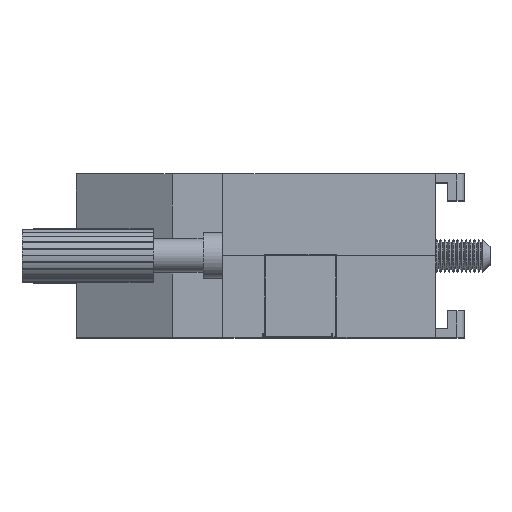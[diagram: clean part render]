
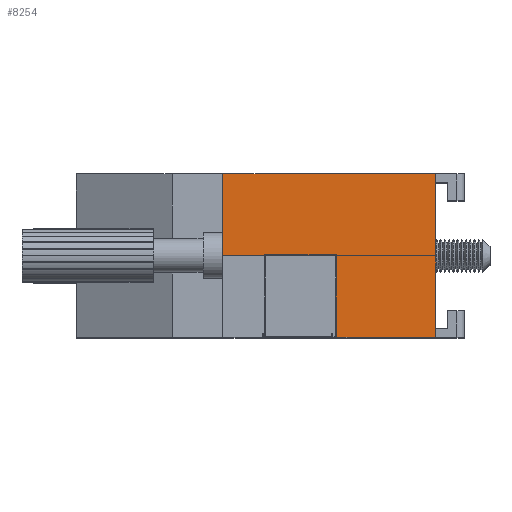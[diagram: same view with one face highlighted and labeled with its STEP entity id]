
A CAD part, top view. The second image highlights one B-rep face of the part: STEP entity #8254.
In plain terms, the highlighted planar face has unit normal (0, 0, 1).
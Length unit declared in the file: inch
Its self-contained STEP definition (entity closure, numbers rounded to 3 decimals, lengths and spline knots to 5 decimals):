
#4604 = CARTESIAN_POINT ( 'NONE',  ( -0.06923, -0.001, 1.07 ) ) ;
#4608 = DIRECTION ( 'NONE',  ( 1., 0., 0. ) ) ;
#4609 = VECTOR ( 'NONE', #4608, 39.37008 ) ;
#4610 = CARTESIAN_POINT ( 'NONE',  ( -0.07123, -0.28985, 1.07 ) ) ;
#4611 = LINE ( 'NONE', #4610, #4609 ) ;
#4612 = CARTESIAN_POINT ( 'NONE',  ( 0.28339, -0.001, 1.07 ) ) ;
#4644 = DIRECTION ( 'NONE',  ( -1., 0., 0. ) ) ;
#4645 = VECTOR ( 'NONE', #4644, 39.37008 ) ;
#4646 = CARTESIAN_POINT ( 'NONE',  ( -0.47123, -0.001, 1.07 ) ) ;
#4688 = DIRECTION ( 'NONE',  ( 0., 1., 0. ) ) ;
#4689 = VECTOR ( 'NONE', #4688, 39.37008 ) ;
#4690 = CARTESIAN_POINT ( 'NONE',  ( -0.06923, -0.28785, 1.07 ) ) ;
#4691 = LINE ( 'NONE', #4690, #4689 ) ;
#4692 = CARTESIAN_POINT ( 'NONE',  ( -0.06923, -0.28985, 1.07 ) ) ;
#4693 = DIRECTION ( 'NONE',  ( 0., 1., 0. ) ) ;
#4694 = VECTOR ( 'NONE', #4693, 39.37008 ) ;
#4695 = CARTESIAN_POINT ( 'NONE',  ( 0.28339, 0.001, 1.07 ) ) ;
#4696 = LINE ( 'NONE', #4695, #4694 ) ;
#4736 = CARTESIAN_POINT ( 'NONE',  ( 0.28339, 0.001, 1.07 ) ) ;
#4743 = LINE ( 'NONE', #4646, #4645 ) ;
#4769 = CARTESIAN_POINT ( 'NONE',  ( 0.28377, 0.29, 1.07 ) ) ;
#4770 = DIRECTION ( 'NONE',  ( 0., -1., 0. ) ) ;
#4771 = VECTOR ( 'NONE', #4770, 39.37008 ) ;
#4772 = CARTESIAN_POINT ( 'NONE',  ( 0.28377, 0.29, 1.07 ) ) ;
#4773 = LINE ( 'NONE', #4772, #4771 ) ;
#4788 = CARTESIAN_POINT ( 'NONE',  ( -0.08123, -0.29, 1.07 ) ) ;
#4820 = DIRECTION ( 'NONE',  ( 1., 0., 0. ) ) ;
#4821 = VECTOR ( 'NONE', #4820, 39.37008 ) ;
#4822 = CARTESIAN_POINT ( 'NONE',  ( -0.47123, -0.29, 1.07 ) ) ;
#4823 = LINE ( 'NONE', #4822, #4821 ) ;
#4824 = CARTESIAN_POINT ( 'NONE',  ( 0.28377, -0.29, 1.07 ) ) ;
#4829 = DIRECTION ( 'NONE',  ( -1., 0., 0. ) ) ;
#4830 = VECTOR ( 'NONE', #4829, 39.37008 ) ;
#4831 = CARTESIAN_POINT ( 'NONE',  ( 0.28339, 0.001, 1.07 ) ) ;
#4832 = LINE ( 'NONE', #4831, #4830 ) ;
#4833 = CARTESIAN_POINT ( 'NONE',  ( -0.06923, 0.001, 1.07 ) ) ;
#4834 = DIRECTION ( 'NONE',  ( 0., 1., 0. ) ) ;
#4835 = VECTOR ( 'NONE', #4834, 39.37008 ) ;
#4836 = CARTESIAN_POINT ( 'NONE',  ( -0.06923, -0.28785, 1.07 ) ) ;
#4837 = LINE ( 'NONE', #4836, #4835 ) ;
#4838 = CARTESIAN_POINT ( 'NONE',  ( -0.06923, 0.002, 1.07 ) ) ;
#4839 = DIRECTION ( 'NONE',  ( -1., 0., 0. ) ) ;
#4840 = VECTOR ( 'NONE', #4839, 39.37008 ) ;
#4841 = CARTESIAN_POINT ( 'NONE',  ( -0.07123, 0.002, 1.07 ) ) ;
#4842 = LINE ( 'NONE', #4841, #4840 ) ;
#4849 = CARTESIAN_POINT ( 'NONE',  ( -0.08123, -0.28985, 1.07 ) ) ;
#4850 = DIRECTION ( 'NONE',  ( 0., -1., 0. ) ) ;
#4851 = VECTOR ( 'NONE', #4850, 39.37008 ) ;
#4852 = CARTESIAN_POINT ( 'NONE',  ( -0.08123, -0.275, 1.07 ) ) ;
#4853 = LINE ( 'NONE', #4852, #4851 ) ;
#4854 = DIRECTION ( 'NONE',  ( -1., 0., 0. ) ) ;
#4855 = DIRECTION ( 'NONE',  ( 0., 0., -1. ) ) ;
#4856 = CARTESIAN_POINT ( 'NONE',  ( -0.47123, 0.29, 1.07 ) ) ;
#4857 = AXIS2_PLACEMENT_3D ( 'NONE', #4856, #4855, #4854 ) ;
#4858 = PLANE ( 'NONE',  #4857 ) ;
#4859 = FACE_OUTER_BOUND ( 'NONE', #8178, .T. ) ;
#4893 = CARTESIAN_POINT ( 'NONE',  ( -0.32323, 0.001, 1.07 ) ) ;
#4894 = DIRECTION ( 'NONE',  ( -1., 0., 0. ) ) ;
#4895 = VECTOR ( 'NONE', #4894, 39.37008 ) ;
#4896 = CARTESIAN_POINT ( 'NONE',  ( 0.28339, 0.001, 1.07 ) ) ;
#4897 = LINE ( 'NONE', #4896, #4895 ) ;
#4927 = CARTESIAN_POINT ( 'NONE',  ( -0.47123, 0.001, 1.07 ) ) ;
#4928 = DIRECTION ( 'NONE',  ( 0., -1., 0. ) ) ;
#4929 = VECTOR ( 'NONE', #4928, 39.37008 ) ;
#4930 = CARTESIAN_POINT ( 'NONE',  ( -0.47123, 0.29, 1.07 ) ) ;
#4931 = LINE ( 'NONE', #4930, #4929 ) ;
#4932 = CARTESIAN_POINT ( 'NONE',  ( -0.47123, 0.29, 1.07 ) ) ;
#4933 = DIRECTION ( 'NONE',  ( 1., 0., 0. ) ) ;
#4934 = VECTOR ( 'NONE', #4933, 39.37008 ) ;
#4935 = CARTESIAN_POINT ( 'NONE',  ( -0.47123, 0.29, 1.07 ) ) ;
#4936 = LINE ( 'NONE', #4935, #4934 ) ;
#4968 = CARTESIAN_POINT ( 'NONE',  ( -0.32323, 0.002, 1.07 ) ) ;
#4969 = DIRECTION ( 'NONE',  ( 0., -1., 0. ) ) ;
#4970 = VECTOR ( 'NONE', #4969, 39.37008 ) ;
#4971 = CARTESIAN_POINT ( 'NONE',  ( -0.32323, -0.28785, 1.07 ) ) ;
#4972 = LINE ( 'NONE', #4971, #4970 ) ;
#8080 = VERTEX_POINT ( 'NONE', #4736 ) ;
#8082 = VERTEX_POINT ( 'NONE', #4604 ) ;
#8116 = VERTEX_POINT ( 'NONE', #4612 ) ;
#8117 = EDGE_CURVE ( 'NONE', #8257, #8124, #4611, .T. ) ;
#8118 = ORIENTED_EDGE ( 'NONE', *, *, #8117, .F. ) ;
#8123 = EDGE_CURVE ( 'NONE', #8116, #8080, #4696, .T. ) ;
#8124 = VERTEX_POINT ( 'NONE', #4692 ) ;
#8125 = EDGE_CURVE ( 'NONE', #8124, #8082, #4691, .T. ) ;
#8144 = ORIENTED_EDGE ( 'NONE', *, *, #8123, .F. ) ;
#8146 = ORIENTED_EDGE ( 'NONE', *, *, #8125, .F. ) ;
#8147 = ORIENTED_EDGE ( 'NONE', *, *, #8152, .T. ) ;
#8152 = EDGE_CURVE ( 'NONE', #8116, #8082, #4743, .T. ) ;
#8178 = EDGE_LOOP ( 'NONE', ( #8255, #8258, #8186, #8189, #8192, #8236, #8199, #8202, #8263, #8266, #8144, #8147, #8146, #8118 ) ) ;
#8186 = ORIENTED_EDGE ( 'NONE', *, *, #8187, .F. ) ;
#8187 = EDGE_CURVE ( 'NONE', #8188, #8269, #4773, .T. ) ;
#8188 = VERTEX_POINT ( 'NONE', #4769 ) ;
#8189 = ORIENTED_EDGE ( 'NONE', *, *, #8190, .F. ) ;
#8190 = EDGE_CURVE ( 'NONE', #8191, #8188, #4936, .T. ) ;
#8191 = VERTEX_POINT ( 'NONE', #4932 ) ;
#8192 = ORIENTED_EDGE ( 'NONE', *, *, #8193, .T. ) ;
#8193 = EDGE_CURVE ( 'NONE', #8191, #8194, #4931, .T. ) ;
#8194 = VERTEX_POINT ( 'NONE', #4927 ) ;
#8199 = ORIENTED_EDGE ( 'NONE', *, *, #8200, .F. ) ;
#8200 = EDGE_CURVE ( 'NONE', #8201, #8238, #4972, .T. ) ;
#8201 = VERTEX_POINT ( 'NONE', #4968 ) ;
#8202 = ORIENTED_EDGE ( 'NONE', *, *, #8261, .F. ) ;
#8236 = ORIENTED_EDGE ( 'NONE', *, *, #8237, .F. ) ;
#8237 = EDGE_CURVE ( 'NONE', #8238, #8194, #4897, .T. ) ;
#8238 = VERTEX_POINT ( 'NONE', #4893 ) ;
#8254 = ADVANCED_FACE ( 'NONE', ( #4859 ), #4858, .F. ) ;
#8255 = ORIENTED_EDGE ( 'NONE', *, *, #8256, .T. ) ;
#8256 = EDGE_CURVE ( 'NONE', #8257, #8293, #4853, .T. ) ;
#8257 = VERTEX_POINT ( 'NONE', #4849 ) ;
#8258 = ORIENTED_EDGE ( 'NONE', *, *, #8271, .T. ) ;
#8261 = EDGE_CURVE ( 'NONE', #8262, #8201, #4842, .T. ) ;
#8262 = VERTEX_POINT ( 'NONE', #4838 ) ;
#8263 = ORIENTED_EDGE ( 'NONE', *, *, #8264, .F. ) ;
#8264 = EDGE_CURVE ( 'NONE', #8265, #8262, #4837, .T. ) ;
#8265 = VERTEX_POINT ( 'NONE', #4833 ) ;
#8266 = ORIENTED_EDGE ( 'NONE', *, *, #8267, .F. ) ;
#8267 = EDGE_CURVE ( 'NONE', #8080, #8265, #4832, .T. ) ;
#8269 = VERTEX_POINT ( 'NONE', #4824 ) ;
#8271 = EDGE_CURVE ( 'NONE', #8293, #8269, #4823, .T. ) ;
#8293 = VERTEX_POINT ( 'NONE', #4788 ) ;
